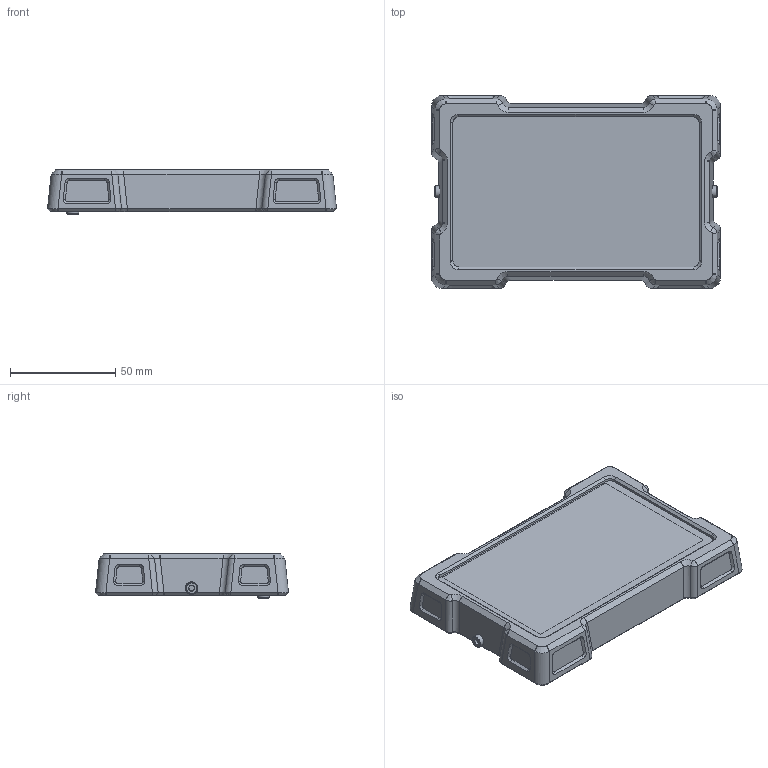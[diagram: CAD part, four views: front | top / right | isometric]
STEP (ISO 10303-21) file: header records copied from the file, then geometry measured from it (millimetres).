
FILE_DESCRIPTION(/* description */ (''),/* implementation_level */ '2;1');
FILE_NAME(/* name */ 'Screen enclosure.step',/* time_stamp */ '2022-11-21T17:51:39-05:00',/* author */ (''),/* organization */ (''),/* preprocessor_version */ 'ST-DEVELOPER v19.2',/* originating_system */ 'Autodesk Translation Framework v11.17.0.187',/* authorisation */ '');
FILE_SCHEMA (('AUTOMOTIVE_DESIGN { 1 0 10303 214 3 1 1 }'));
Length unit declared in the file: millimetre
Products named in the file (10): Screen enclosure; BTT Pitft5 v2; Platine; Component2; enclosure; back; hradware; M3 12mm Socket Head; M3 Nut; M3 8mm Socket head
Assembly tree (11 placements, depth 4):
  Screen enclosure
    BTT Pitft5 v2
      Platine
        Component2
    enclosure
      back
    hradware
      M3 12mm Socket Head  x2
      M3 Nut  x2
      M3 8mm Socket head
Bounding box: 136.95 x 91.45 x 20.89 mm (x, y, z)
Volume: 103591.2 mm3; surface area: 125351.9 mm2
Topology: 22 solids, 22 shells, 748 faces, 1858 edges, 1183 vertices
Faces by surface type: plane 257, cylinder 252, bspline 136, cone 103
Full cylindrical faces by diameter (mm): 2.3 x1, 2.35 x61, 2.5 x9, 3 x73, 3.2 x2, 5 x4, 5.5 x11, 6 x2
Entity records: 30095 total; most frequent: CARTESIAN_POINT 15603, ORIENTED_EDGE 3180, DIRECTION 2502, EDGE_CURVE 1590, VERTEX_POINT 1014, AXIS2_PLACEMENT_3D 843, LINE 816, VECTOR 816
